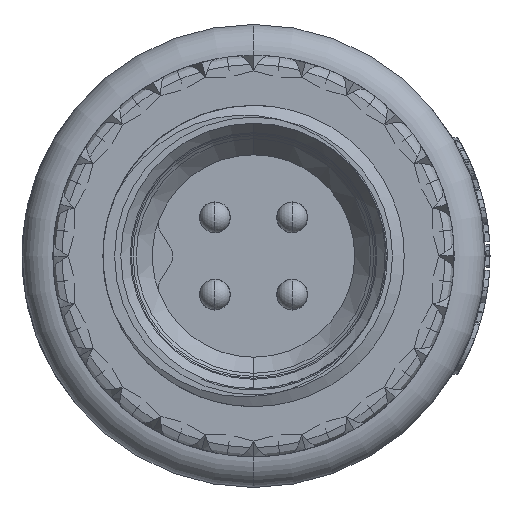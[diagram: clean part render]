
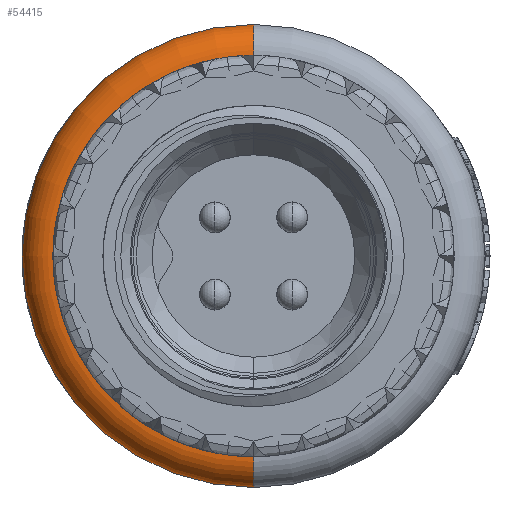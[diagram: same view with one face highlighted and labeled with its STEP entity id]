
A CAD part, left-side view. The second image highlights one B-rep face of the part: STEP entity #54415.
In plain terms, the highlighted toroidal (fillet/blend) face has major radius 3.25 mm and minor radius 0.5 mm.
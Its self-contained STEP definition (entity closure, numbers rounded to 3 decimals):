
#2608 = ORIENTED_EDGE ( 'NONE', *, *, #56105, .T. ) ;
#3782 = DIRECTION ( 'NONE',  ( 0., 0., -1. ) ) ;
#8362 = VERTEX_POINT ( 'NONE', #49588 ) ;
#12600 = DIRECTION ( 'NONE',  ( 0., 1., 0. ) ) ;
#13505 = ORIENTED_EDGE ( 'NONE', *, *, #37856, .F. ) ;
#14124 = CARTESIAN_POINT ( 'NONE',  ( 0.5, 0., -3.25 ) ) ;
#15892 = CIRCLE ( 'NONE', #33935, 0.5 ) ;
#15936 = FACE_OUTER_BOUND ( 'NONE', #25278, .T. ) ;
#16567 = AXIS2_PLACEMENT_3D ( 'NONE', #26949, #21574, #42538 ) ;
#20156 = CARTESIAN_POINT ( 'NONE',  ( 0., 0., 0. ) ) ;
#21574 = DIRECTION ( 'NONE',  ( 1., 0., 0. ) ) ;
#22559 = ORIENTED_EDGE ( 'NONE', *, *, #43926, .F. ) ;
#22885 = AXIS2_PLACEMENT_3D ( 'NONE', #44528, #12600, #61051 ) ;
#24339 = VERTEX_POINT ( 'NONE', #45976 ) ;
#25278 = EDGE_LOOP ( 'NONE', ( #48854, #2608, #13505, #22559 ) ) ;
#26869 = AXIS2_PLACEMENT_3D ( 'NONE', #40560, #34775, #3782 ) ;
#26949 = CARTESIAN_POINT ( 'NONE',  ( 0.5, 0., 0. ) ) ;
#30660 = DIRECTION ( 'NONE',  ( 0., 0., -1. ) ) ;
#30933 = CARTESIAN_POINT ( 'NONE',  ( 0., 0., 3.25 ) ) ;
#31390 = VERTEX_POINT ( 'NONE', #30933 ) ;
#33201 = VERTEX_POINT ( 'NONE', #37674 ) ;
#33463 = TOROIDAL_SURFACE ( 'NONE', #16567, 3.25, 0.5 ) ;
#33935 = AXIS2_PLACEMENT_3D ( 'NONE', #14124, #35743, #59644 ) ;
#34775 = DIRECTION ( 'NONE',  ( 1., 0., 0. ) ) ;
#35743 = DIRECTION ( 'NONE',  ( 0., -1., 0. ) ) ;
#37674 = CARTESIAN_POINT ( 'NONE',  ( 0.5, 0., -3.75 ) ) ;
#37856 = EDGE_CURVE ( 'NONE', #33201, #8362, #42706, .T. ) ;
#40560 = CARTESIAN_POINT ( 'NONE',  ( 0.5, 0., 0. ) ) ;
#40609 = CIRCLE ( 'NONE', #57224, 3.25 ) ;
#41607 = CIRCLE ( 'NONE', #22885, 0.5 ) ;
#42538 = DIRECTION ( 'NONE',  ( 0., 0., -1. ) ) ;
#42706 = CIRCLE ( 'NONE', #26869, 3.75 ) ;
#43926 = EDGE_CURVE ( 'NONE', #24339, #33201, #15892, .T. ) ;
#44528 = CARTESIAN_POINT ( 'NONE',  ( 0.5, 0., 3.25 ) ) ;
#45976 = CARTESIAN_POINT ( 'NONE',  ( 0., 0., -3.25 ) ) ;
#46414 = EDGE_CURVE ( 'NONE', #31390, #24339, #40609, .T. ) ;
#48854 = ORIENTED_EDGE ( 'NONE', *, *, #46414, .F. ) ;
#49588 = CARTESIAN_POINT ( 'NONE',  ( 0.5, 0., 3.75 ) ) ;
#54415 = ADVANCED_FACE ( 'NONE', ( #15936 ), #33463, .T. ) ;
#56105 = EDGE_CURVE ( 'NONE', #31390, #8362, #41607, .T. ) ;
#57224 = AXIS2_PLACEMENT_3D ( 'NONE', #20156, #57449, #30660 ) ;
#57449 = DIRECTION ( 'NONE',  ( -1., 0., 0. ) ) ;
#59644 = DIRECTION ( 'NONE',  ( 0., 0., -1. ) ) ;
#61051 = DIRECTION ( 'NONE',  ( 0., 0., 1. ) ) ;
